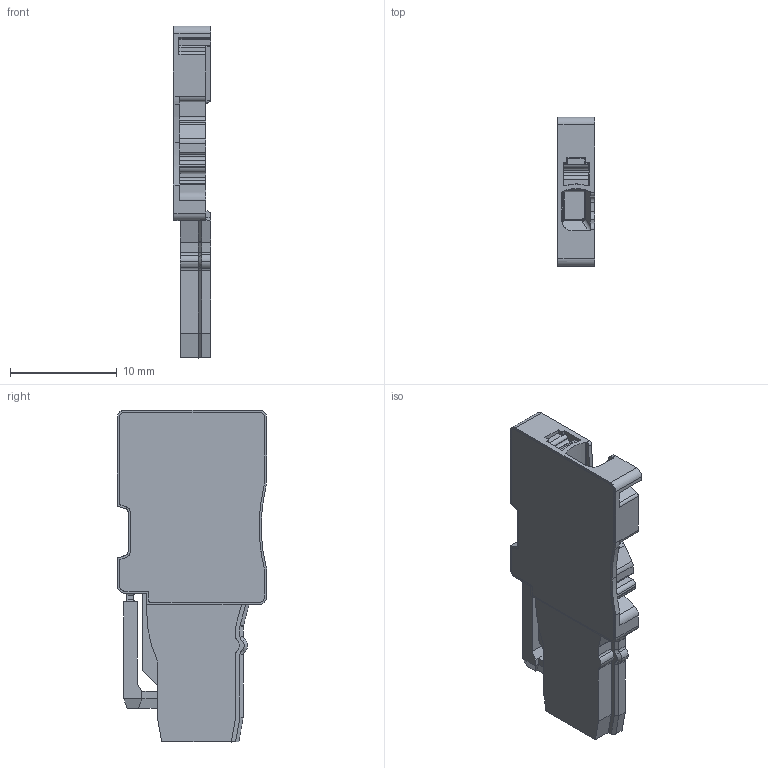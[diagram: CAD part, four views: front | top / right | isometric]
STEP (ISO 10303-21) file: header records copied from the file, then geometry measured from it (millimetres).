
FILE_DESCRIPTION(('CATIA V5R20 STEP214','CAx-IF Rec.Pracs.--- Model Styling and Organization---1.4--- 2014-01-23'),'2;1');
FILE_NAME ('106167-1_1', '2019-01-15T12:40:13+00:00', ('Weidmueller Interface'), ('Weidmueller'), 'CATIA Version 5-6 Release 2016 SP3 HF44', 'CATIA V5 STEP AP214', 'none');
FILE_SCHEMA(('AUTOMOTIVE_DESIGN { 1 0 10303 214 1 1 1 1 }'));
Length unit declared in the file: millimetre
Products named in the file (1): 2482250000
Bounding box: 3.5 x 14 x 31.15 mm (x, y, z)
Volume: 866.8 mm3; surface area: 1520.4 mm2
Topology: 2 solids, 2 shells, 468 faces, 1334 edges, 877 vertices
Faces by surface type: plane 234, cylinder 212, bspline 18, cone 4
Entity records: 17696 total; most frequent: CARTESIAN_POINT 5748, ORIENTED_EDGE 2668, DIRECTION 1902, EDGE_CURVE 1334, VERTEX_POINT 877, VECTOR 856, LINE 856, AXIS2_PLACEMENT_3D 597
